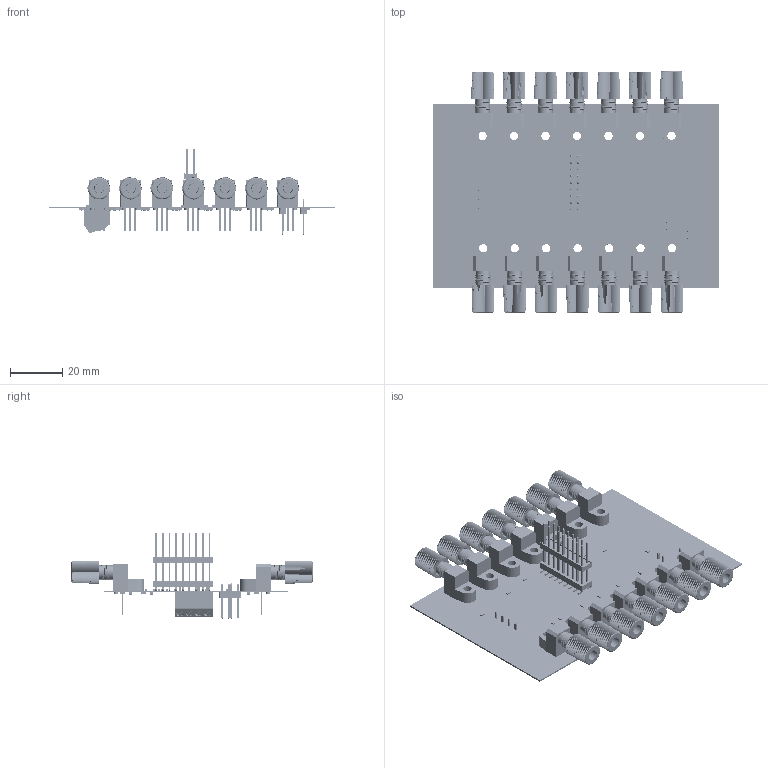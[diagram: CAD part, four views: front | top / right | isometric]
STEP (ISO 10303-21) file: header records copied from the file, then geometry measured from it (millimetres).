
FILE_DESCRIPTION(('Open CASCADE Model'),'2;1');
FILE_NAME('Open CASCADE Shape Model','2022-09-15T16:14:25',('Author'),( 'Open CASCADE'),'Open CASCADE STEP processor 6.8','Open CASCADE 6.8' ,'Unknown');
FILE_SCHEMA(('AUTOMOTIVE_DESIGN { 1 0 10303 214 1 1 1 1 }'));
Length unit declared in the file: millimetre
Products named in the file (85): PCB; Board; Open CASCADE STEP translator 6.8 1.1.1; Term_Block; 7001036960; smkds_1-4-3.5; 2kR3; Res_Vishay_CRCW06033M90FKEC_eec; 1; 2; 3; Vishay_logo_-_Copy; Vishay_logo; 2kR2; 2kR1; 2kR8; 2kR9; 2kR10; 2kR11; 2kR12; 2kR13; 2kR14; 2kR7; 2kR6; 2kR5; 2kR4; Output_Test; PRPC001DFAN-RC; Dual_TH_with_end_bump_format; Input_Test; C7; Cap_KEMET_C0805C472J3HAC_eec; C6; C5; C4; C3; C2; C1; C14; C13 ...
Assembly tree (190 placements, depth 4):
  PCB
    Board
      Open CASCADE STEP translator 6.8 1.1.1
    Term_Block
      7001036960
        smkds_1-4-3.5
    2kR3
      Res_Vishay_CRCW06033M90FKEC_eec
        1
        2
        3
        Vishay_logo_-_Copy
        Vishay_logo
    2kR2
      Res_Vishay_CRCW06033M90FKEC_eec
        1
        2
        3
        Vishay_logo_-_Copy
        Vishay_logo
    2kR1
      Res_Vishay_CRCW06033M90FKEC_eec
        1
        2
        3
        Vishay_logo_-_Copy
        Vishay_logo
    2kR8
      Res_Vishay_CRCW06033M90FKEC_eec
        1
        2
        3
        Vishay_logo_-_Copy
        Vishay_logo
    2kR9
      Res_Vishay_CRCW06033M90FKEC_eec
        1
        2
        3
        Vishay_logo_-_Copy
        Vishay_logo
    2kR10
      Res_Vishay_CRCW06033M90FKEC_eec
        1
        2
        3
        Vishay_logo_-_Copy
        Vishay_logo
    2kR11
      Res_Vishay_CRCW06033M90FKEC_eec
        1
        2
        3
        Vishay_logo_-_Copy
        Vishay_logo
    2kR12
      Res_Vishay_CRCW06033M90FKEC_eec
        1
        2
        3
Bounding box: 109 x 91.98 x 32.78 mm (x, y, z)
Volume: 22739.2 mm3; surface area: 38959.9 mm2
Topology: 323 solids, 323 shells, 9178 faces, 33908 edges, 35022 vertices
Faces by surface type: plane 5240, bspline 1946, cylinder 886, cone 868, sphere 224, torus 14
Full cylindrical faces by diameter (mm): 1 x4, 1.1 x4, 1.575 x28, 2 x28, 3.15 x14, 3.175 x14, 3.556 x14, 3.607 x14, 4.115 x14, 5.461 x56, 6.223 x14
Entity records: 59838 total; most frequent: CARTESIAN_POINT 15082, ORIENTED_EDGE 8384, DIRECTION 7517, EDGE_CURVE 4192, LINE 3135, VECTOR 3135, VERTEX_POINT 2717, AXIS2_PLACEMENT_3D 2191
